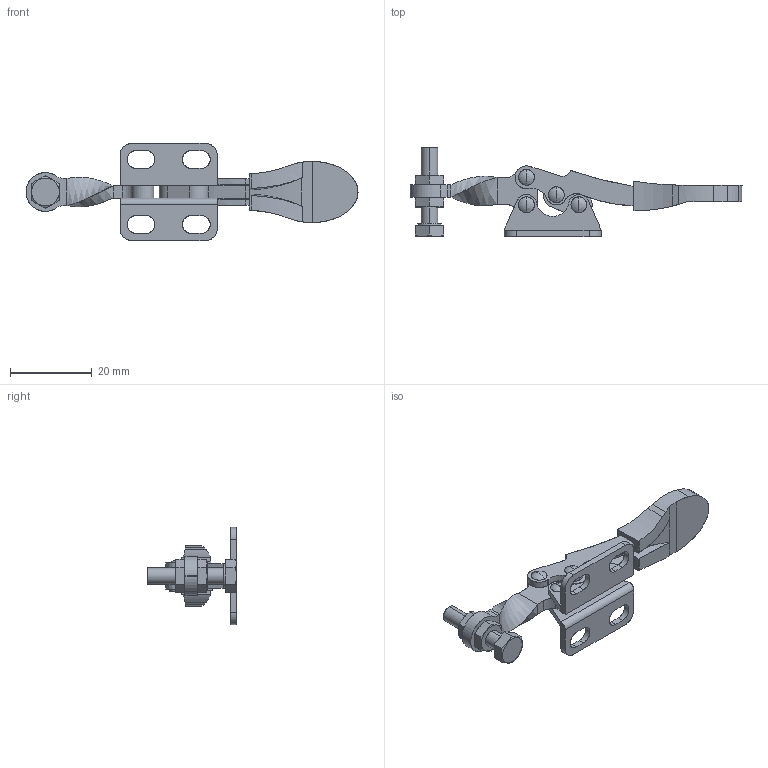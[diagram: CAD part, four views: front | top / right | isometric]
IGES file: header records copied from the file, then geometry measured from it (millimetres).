
Start section: SolidWorks IGES file using analytic representation for surfaces
Global section: file name: EMC201A.IGS,15; native system: HSolidWorks 2016; preprocessor: SolidWorks 2016; author: LinWei; date: 190109.112326; units: millimetre
Bounding box: 81.21 x 21.86 x 23.8 mm (x, y, z)
Surface area: 5289.9 mm2 (no closed solid volume)
Topology: 0 solids, 0 shells, 240 faces, 3637 edges, 3633 vertices
Faces by surface type: revolution 139, bspline 101
